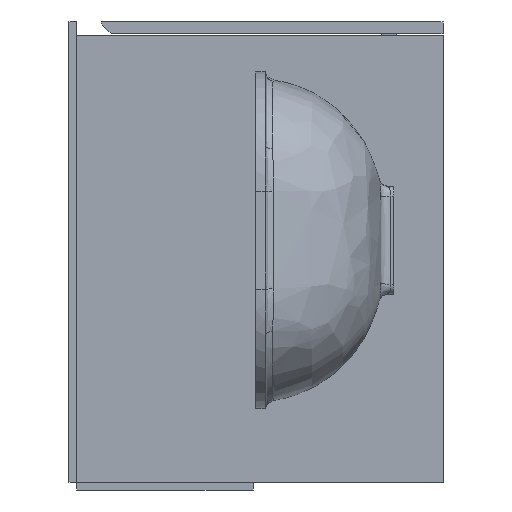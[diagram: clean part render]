
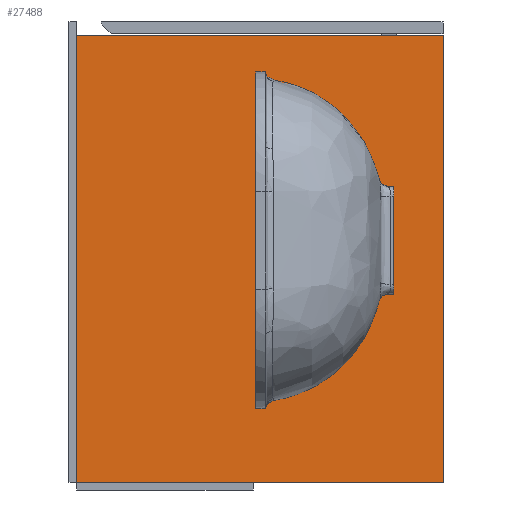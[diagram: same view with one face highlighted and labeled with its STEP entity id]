
A CAD part, left-side view. The second image highlights one B-rep face of the part: STEP entity #27488.
In plain terms, the highlighted planar face has unit normal (-1, 0, 0).
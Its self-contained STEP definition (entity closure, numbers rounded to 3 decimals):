
#749 = VERTEX_POINT ( 'NONE', #22213 ) ;
#1296 = PLANE ( 'NONE',  #11112 ) ;
#1739 = CARTESIAN_POINT ( 'NONE',  ( 2., 0., -470. ) ) ;
#2778 = CARTESIAN_POINT ( 'NONE',  ( 2., 830.396, -14. ) ) ;
#2915 = EDGE_CURVE ( 'NONE', #5418, #7255, #22103, .T. ) ;
#3948 = ORIENTED_EDGE ( 'NONE', *, *, #16639, .F. ) ;
#5097 = CARTESIAN_POINT ( 'NONE',  ( 2., 830.396, -470. ) ) ;
#5139 = EDGE_CURVE ( 'NONE', #28891, #7255, #23149, .T. ) ;
#5418 = VERTEX_POINT ( 'NONE', #26243 ) ;
#6077 = ORIENTED_EDGE ( 'NONE', *, *, #2915, .T. ) ;
#7255 = VERTEX_POINT ( 'NONE', #16889 ) ;
#7524 = DIRECTION ( 'NONE',  ( 0., 0., 1. ) ) ;
#9310 = EDGE_LOOP ( 'NONE', ( #3948, #23517, #6077, #21054 ) ) ;
#10358 = CARTESIAN_POINT ( 'NONE',  ( 2., 830.396, -470. ) ) ;
#10800 = DIRECTION ( 'NONE',  ( 0., 0., 1. ) ) ;
#11112 = AXIS2_PLACEMENT_3D ( 'NONE', #10358, #19415, #28506 ) ;
#11839 = DIRECTION ( 'NONE',  ( 0., -1., 0. ) ) ;
#11919 = VECTOR ( 'NONE', #7524, 1000. ) ;
#14155 = DIRECTION ( 'NONE',  ( 0., -1., 0. ) ) ;
#14793 = VECTOR ( 'NONE', #14155, 1000. ) ;
#14854 = CARTESIAN_POINT ( 'NONE',  ( 2., 374., -14. ) ) ;
#16639 = EDGE_CURVE ( 'NONE', #749, #28891, #18826, .T. ) ;
#16889 = CARTESIAN_POINT ( 'NONE',  ( 2., 0., -14. ) ) ;
#18826 = LINE ( 'NONE', #27919, #11919 ) ;
#19415 = DIRECTION ( 'NONE',  ( 1., 0., 0. ) ) ;
#19486 = EDGE_CURVE ( 'NONE', #749, #5418, #25468, .T. ) ;
#21054 = ORIENTED_EDGE ( 'NONE', *, *, #5139, .F. ) ;
#21656 = FACE_OUTER_BOUND ( 'NONE', #9310, .T. ) ;
#22103 = LINE ( 'NONE', #1739, #24948 ) ;
#22213 = CARTESIAN_POINT ( 'NONE',  ( 2., 374., -470. ) ) ;
#23149 = LINE ( 'NONE', #2778, #24989 ) ;
#23517 = ORIENTED_EDGE ( 'NONE', *, *, #19486, .T. ) ;
#24948 = VECTOR ( 'NONE', #10800, 1000. ) ;
#24989 = VECTOR ( 'NONE', #11839, 1000. ) ;
#25468 = LINE ( 'NONE', #5097, #14793 ) ;
#26243 = CARTESIAN_POINT ( 'NONE',  ( 2., 0., -470. ) ) ;
#27488 = ADVANCED_FACE ( 'NONE', ( #21656 ), #1296, .F. ) ;
#27919 = CARTESIAN_POINT ( 'NONE',  ( 2., 374., -470. ) ) ;
#28506 = DIRECTION ( 'NONE',  ( 0., 0., -1. ) ) ;
#28891 = VERTEX_POINT ( 'NONE', #14854 ) ;
